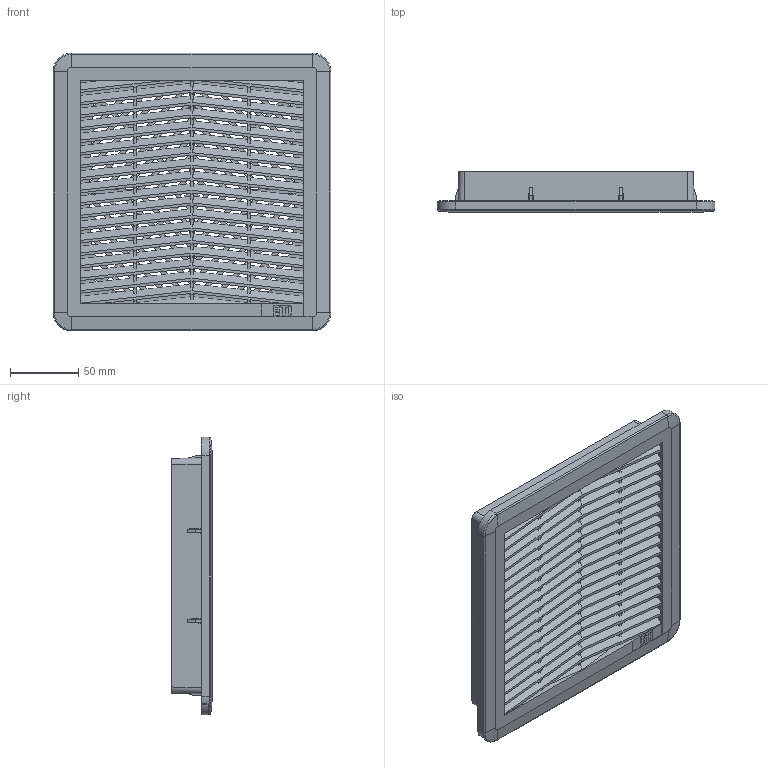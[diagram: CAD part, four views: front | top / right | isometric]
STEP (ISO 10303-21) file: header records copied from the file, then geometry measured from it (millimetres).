
FILE_DESCRIPTION((''),'2;1');
FILE_NAME('ASM0002_ASM','2024-08-23T12:31:12',('klemen.sitar'),('Audax d.o.o.'),'CREO PARAMETRIC BY PTC INC, 2021304','CREO PARAMETRIC BY PTC INC, 2021304','');
FILE_SCHEMA(('AP242_MANAGED_MODEL_BASED_3D_ENGINEERING_MIM_LF { 1 0 10303 442 1 1 4 }'));
Length unit declared in the file: millimetre
Products named in the file (3): 001344032-3DFILE; PRT0006_1_1_1_1_1; ASM0002_ASM
Assembly tree (2 placements, depth 2):
  ASM0002_ASM
    001344032-3DFILE
    PRT0006_1_1_1_1_1
Bounding box: 203.6 x 29.5 x 203.6 mm (x, y, z)
Volume: 72644.1 mm3; surface area: 151477.1 mm2
Topology: 1 solids, 5 shells, 548 faces, 2181 edges, 1568 vertices
Faces by surface type: plane 469, cylinder 53, torus 12, cone 8, bspline 6
Entity records: 36076 total; most frequent: CARTESIAN_POINT 6817, ORIENTED_EDGE 3966, DIRECTION 3330, PRESENTATION_STYLE_ASSIGNMENT 2734, STYLED_ITEM 2734, CURVE_STYLE 2181, EDGE_CURVE 2181, VECTOR 2020
